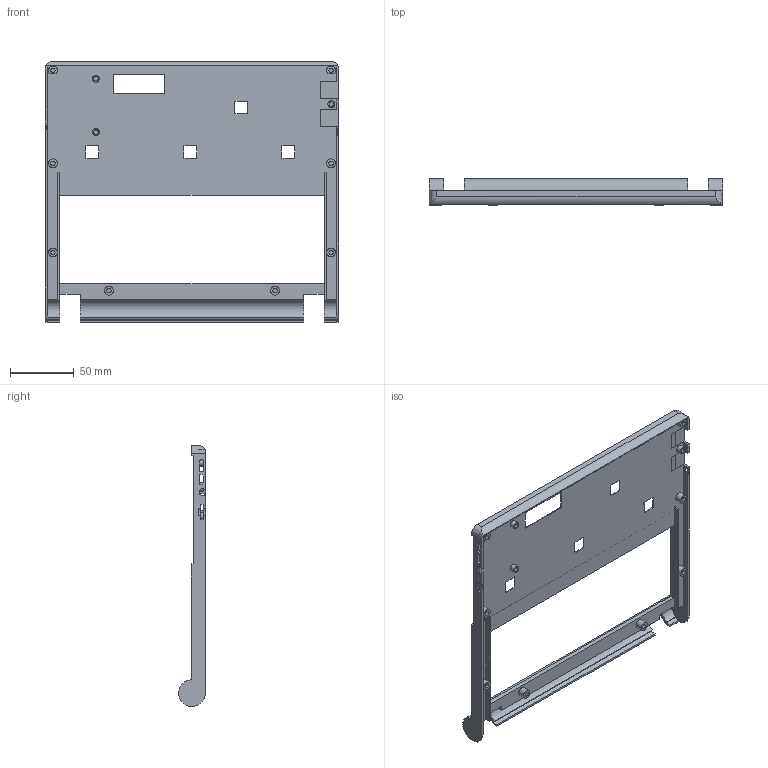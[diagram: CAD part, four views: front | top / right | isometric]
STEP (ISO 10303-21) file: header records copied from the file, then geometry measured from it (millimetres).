
FILE_DESCRIPTION(/* description */ (''),/* implementation_level */ '2;1');
FILE_NAME(/* name */ 'C_case.step',/* time_stamp */ '2021-05-23T22:23:33-04:00',/* author */ (''),/* organization */ (''),/* preprocessor_version */ 'ST-DEVELOPER v18.1',/* originating_system */ 'Autodesk Translation Framework v10.6.0.1341',/* authorisation */ '');
FILE_SCHEMA (('AUTOMOTIVE_DESIGN { 1 0 10303 214 3 1 1 }'));
Length unit declared in the file: millimetre
Products named in the file (1): C_case
Bounding box: 230.6 x 21 x 205 mm (x, y, z)
Volume: 92936.9 mm3; surface area: 87425 mm2
Topology: 1 solids, 1 shells, 180 faces, 468 edges, 308 vertices
Faces by surface type: plane 139, cylinder 39, bspline 2
Full cylindrical faces by diameter (mm): 3.5 x11, 5.5 x3, 7 x6
Entity records: 5625 total; most frequent: CARTESIAN_POINT 1077, ORIENTED_EDGE 936, DIRECTION 894, EDGE_CURVE 468, LINE 380, VECTOR 380, VERTEX_POINT 308, AXIS2_PLACEMENT_3D 257
